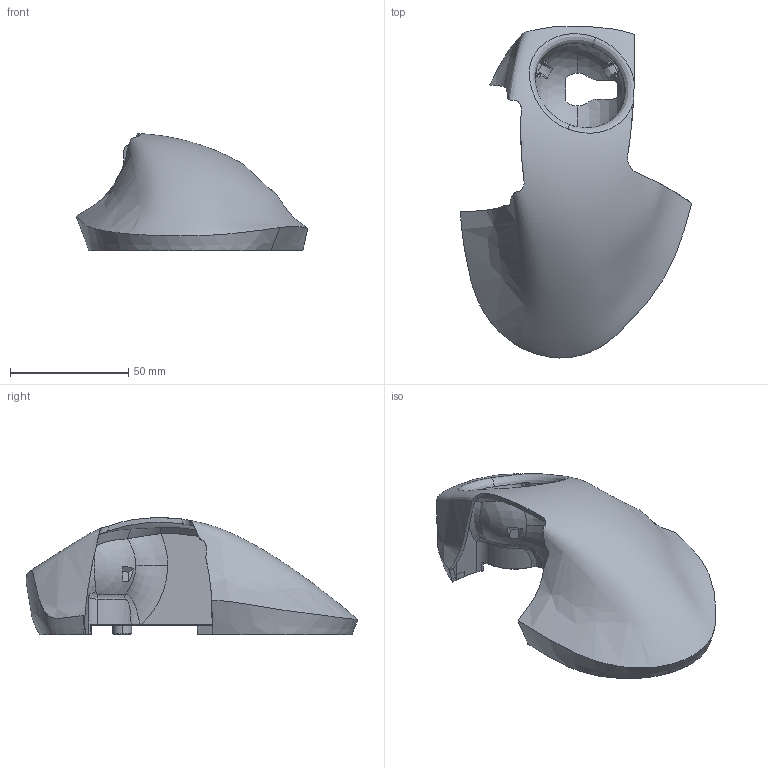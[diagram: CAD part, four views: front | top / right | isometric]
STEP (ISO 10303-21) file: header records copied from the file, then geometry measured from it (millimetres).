
FILE_DESCRIPTION (( 'STEP AP203' ), '1' );
FILE_NAME ('Top.STEP', '', ( '' ), ( '' ), '', '', '' );
FILE_SCHEMA (( 'CONFIG_CONTROL_DESIGN' ));
Length unit declared in the file: millimetre
Products named in the file (1): Top
Bounding box: 97.99 x 140.46 x 49.61 mm (x, y, z)
Volume: 94167.6 mm3; surface area: 34129.7 mm2
Topology: 1 solids, 1 shells, 326 faces, 857 edges, 534 vertices
Faces by surface type: plane 84, bspline 78, cylinder 65, cone 48, torus 35, sphere 16
Entity records: 70481 total; most frequent: CARTESIAN_POINT 63085, ORIENTED_EDGE 1704, DIRECTION 1308, EDGE_CURVE 852, VERTEX_POINT 532, AXIS2_PLACEMENT_3D 531, EDGE_LOOP 332, FACE_OUTER_BOUND 326
